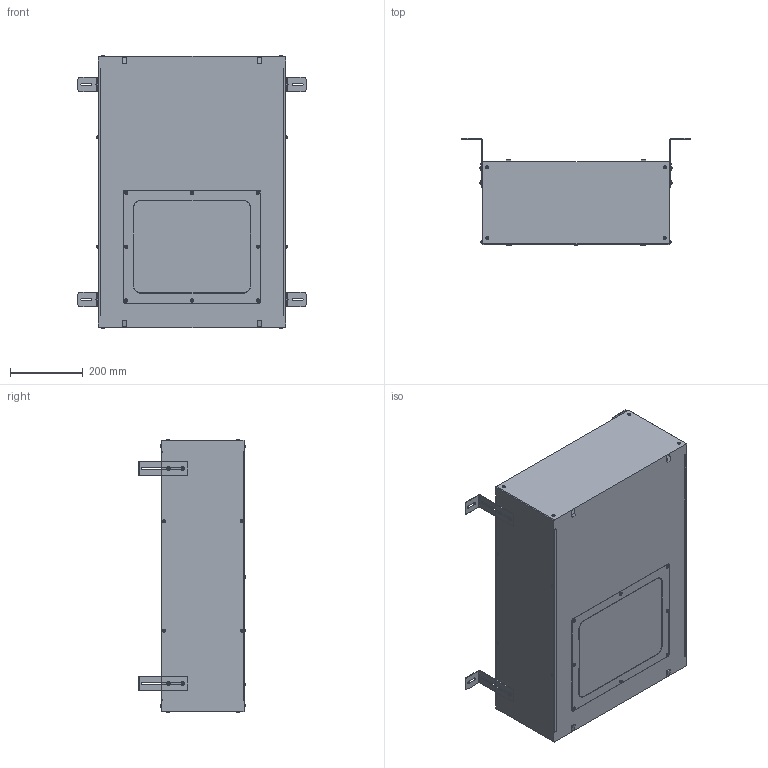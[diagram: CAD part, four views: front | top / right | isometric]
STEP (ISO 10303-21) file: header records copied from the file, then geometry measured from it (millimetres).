
FILE_DESCRIPTION(('CATIA V5 STEP Exchange','CAx-IF Rec.Pracs.--- Model Styling and Organization---1.4--- 2014-01-23','CAx-IF Rec.Pracs.---3D Tessellated Data Validation Properties---0.5---2014-09-14'),'2;1');
FILE_NAME('STEP_AIR400105_-_TST.stp','2021-03-30T07:40:11+00:00',('none'),('none'),'CATIA Version 5-6 Release 2019 SP3','CATIA V5 STEP AP242 v1','none');
FILE_SCHEMA(('AP242_MANAGED_MODEL_BASED_3D_ENGINEERING_MIM_LF {1 0 10303 442 1 1 4}'));
Length unit declared in the file: millimetre
Products named in the file (1): AIR400105 - TST
Bounding box: 625.6 x 294.15 x 748.6 mm (x, y, z)
Volume: 86848537.8 mm3; surface area: 1497375 mm2
Topology: 1 solids, 1 shells, 965 faces, 2612 edges, 1680 vertices
Faces by surface type: plane 549, cylinder 268, torus 68, sphere 48, bspline 32
Entity records: 31694 total; most frequent: CARTESIAN_POINT 9469, ORIENTED_EDGE 5192, DIRECTION 3500, EDGE_CURVE 2596, VERTEX_POINT 1680, AXIS2_PLACEMENT_3D 1401, VECTOR 1360, LINE 1360
